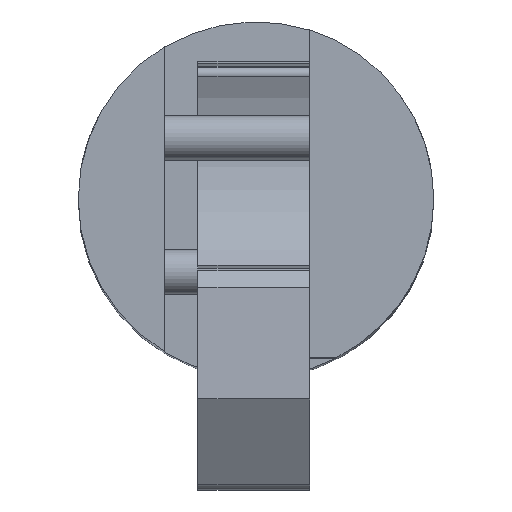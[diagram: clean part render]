
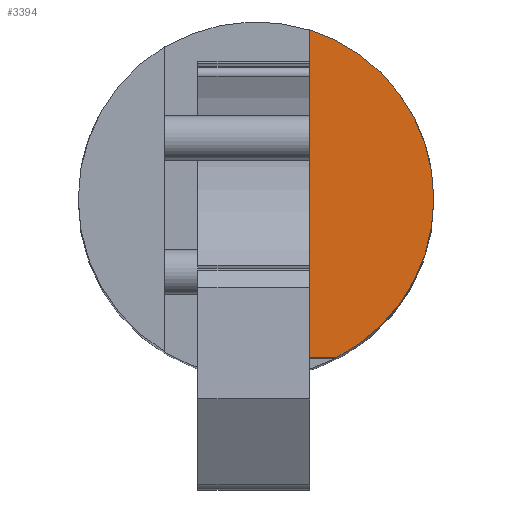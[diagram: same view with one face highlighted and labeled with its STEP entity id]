
A CAD part, top view. The second image highlights one B-rep face of the part: STEP entity #3394.
In plain terms, the highlighted planar face has unit normal (0, 0, 1).
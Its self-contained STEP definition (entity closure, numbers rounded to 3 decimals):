
#30 = CIRCLE ( 'NONE', #3523, 7.95 ) ;
#80 = VERTEX_POINT ( 'NONE', #1038 ) ;
#125 = DIRECTION ( 'NONE',  ( 0., 0., 1. ) ) ;
#234 = EDGE_CURVE ( 'NONE', #80, #1255, #3316, .T. ) ;
#472 = ORIENTED_EDGE ( 'NONE', *, *, #1921, .F. ) ;
#716 = LINE ( 'NONE', #2069, #2120 ) ;
#740 = CARTESIAN_POINT ( 'NONE',  ( 0., 0., 45. ) ) ;
#902 = ORIENTED_EDGE ( 'NONE', *, *, #1514, .T. ) ;
#1000 = AXIS2_PLACEMENT_3D ( 'NONE', #2390, #2374, #1324 ) ;
#1026 = DIRECTION ( 'NONE',  ( 0., 0., 1. ) ) ;
#1038 = CARTESIAN_POINT ( 'NONE',  ( 2.4, -7.08, 45. ) ) ;
#1099 = EDGE_LOOP ( 'NONE', ( #472, #902, #1441, #2623 ) ) ;
#1181 = VECTOR ( 'NONE', #3054, 1000. ) ;
#1255 = VERTEX_POINT ( 'NONE', #2641 ) ;
#1269 = CARTESIAN_POINT ( 'NONE',  ( 0., 0., 45. ) ) ;
#1324 = DIRECTION ( 'NONE',  ( 1., 0., 0. ) ) ;
#1441 = ORIENTED_EDGE ( 'NONE', *, *, #1604, .T. ) ;
#1497 = DIRECTION ( 'NONE',  ( -1., 0., 0. ) ) ;
#1514 = EDGE_CURVE ( 'NONE', #2150, #3460, #30, .T. ) ;
#1604 = EDGE_CURVE ( 'NONE', #3460, #1255, #2638, .T. ) ;
#1921 = EDGE_CURVE ( 'NONE', #2150, #80, #716, .T. ) ;
#2069 = CARTESIAN_POINT ( 'NONE',  ( 0.632, -7.08, 45. ) ) ;
#2120 = VECTOR ( 'NONE', #1497, 1000. ) ;
#2150 = VERTEX_POINT ( 'NONE', #2387 ) ;
#2283 = DIRECTION ( 'NONE',  ( 1., 0., 0. ) ) ;
#2374 = DIRECTION ( 'NONE',  ( 0., 0., 1. ) ) ;
#2387 = CARTESIAN_POINT ( 'NONE',  ( 3.616, -7.08, 45. ) ) ;
#2390 = CARTESIAN_POINT ( 'NONE',  ( 0., 0., 45. ) ) ;
#2554 = FACE_OUTER_BOUND ( 'NONE', #1099, .T. ) ;
#2610 = PLANE ( 'NONE',  #2789 ) ;
#2623 = ORIENTED_EDGE ( 'NONE', *, *, #234, .F. ) ;
#2638 = CIRCLE ( 'NONE', #1000, 7.95 ) ;
#2641 = CARTESIAN_POINT ( 'NONE',  ( 2.4, 7.579, 45. ) ) ;
#2785 = CARTESIAN_POINT ( 'NONE',  ( 2.4, 0., 45. ) ) ;
#2789 = AXIS2_PLACEMENT_3D ( 'NONE', #1269, #125, #2283 ) ;
#2862 = DIRECTION ( 'NONE',  ( 1., 0., 0. ) ) ;
#2912 = CARTESIAN_POINT ( 'NONE',  ( 7.95, 0., 45. ) ) ;
#3054 = DIRECTION ( 'NONE',  ( 0., 1., 0. ) ) ;
#3316 = LINE ( 'NONE', #2785, #1181 ) ;
#3394 = ADVANCED_FACE ( 'NONE', ( #2554 ), #2610, .T. ) ;
#3460 = VERTEX_POINT ( 'NONE', #2912 ) ;
#3523 = AXIS2_PLACEMENT_3D ( 'NONE', #740, #1026, #2862 ) ;
